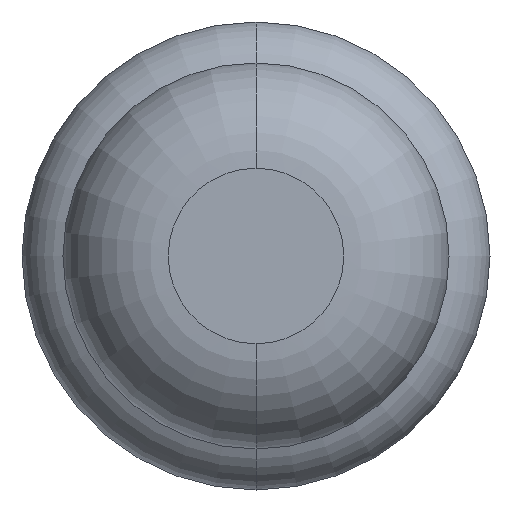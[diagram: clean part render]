
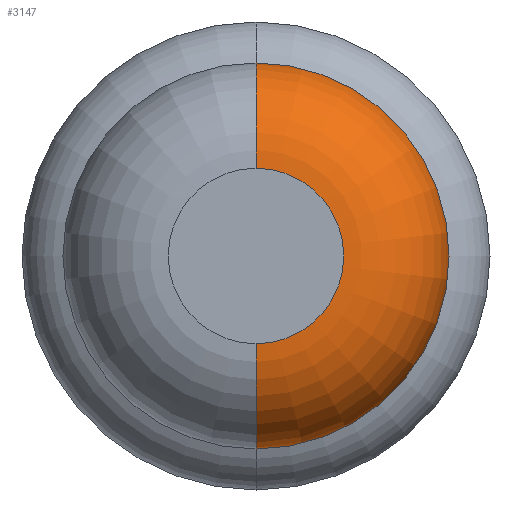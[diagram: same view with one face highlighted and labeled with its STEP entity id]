
A CAD part, front view. The second image highlights one B-rep face of the part: STEP entity #3147.
In plain terms, the highlighted toroidal (fillet/blend) face has major radius 0.375 mm and minor radius 0.45 mm.
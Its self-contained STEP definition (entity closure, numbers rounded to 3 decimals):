
#4 = CARTESIAN_POINT ( 'NONE',  ( 0., -25.55, 0.825 ) ) ;
#9 = FACE_OUTER_BOUND ( 'NONE', #321, .T. ) ;
#98 = CARTESIAN_POINT ( 'NONE',  ( 0., -26., 0. ) ) ;
#274 = AXIS2_PLACEMENT_3D ( 'NONE', #98, #1839, #1382 ) ;
#316 = CARTESIAN_POINT ( 'NONE',  ( 0., -25.55, 0. ) ) ;
#321 = EDGE_LOOP ( 'NONE', ( #3154, #2860, #1038, #412 ) ) ;
#412 = ORIENTED_EDGE ( 'NONE', *, *, #1199, .F. ) ;
#432 = CIRCLE ( 'NONE', #274, 0.375 ) ;
#749 = CARTESIAN_POINT ( 'NONE',  ( 0., -25.55, -0.375 ) ) ;
#766 = DIRECTION ( 'NONE',  ( 0., 1., 0. ) ) ;
#1038 = ORIENTED_EDGE ( 'NONE', *, *, #2047, .F. ) ;
#1112 = AXIS2_PLACEMENT_3D ( 'NONE', #749, #3004, #1750 ) ;
#1119 = CIRCLE ( 'NONE', #1112, 0.45 ) ;
#1199 = EDGE_CURVE ( 'NONE', #2042, #1843, #1386, .T. ) ;
#1382 = DIRECTION ( 'NONE',  ( 0., 0., 1. ) ) ;
#1386 = CIRCLE ( 'NONE', #1832, 0.45 ) ;
#1428 = AXIS2_PLACEMENT_3D ( 'NONE', #316, #2562, #3124 ) ;
#1449 = CARTESIAN_POINT ( 'NONE',  ( 0., -26., -0.375 ) ) ;
#1472 = CARTESIAN_POINT ( 'NONE',  ( 0., -25.55, 0.375 ) ) ;
#1518 = AXIS2_PLACEMENT_3D ( 'NONE', #2838, #766, #3091 ) ;
#1750 = DIRECTION ( 'NONE',  ( 0., 0., -1. ) ) ;
#1832 = AXIS2_PLACEMENT_3D ( 'NONE', #1472, #2184, #2694 ) ;
#1839 = DIRECTION ( 'NONE',  ( 0., 1., 0. ) ) ;
#1843 = VERTEX_POINT ( 'NONE', #4 ) ;
#2042 = VERTEX_POINT ( 'NONE', #2065 ) ;
#2047 = EDGE_CURVE ( 'Defeature ausgef�hrt3_8+Defeature ausgef�hrt3_7+Defeature ausgef�hrt3_7+Defeature ausgef�hrt3_7', #1843, #2667, #2221, .T. ) ;
#2065 = CARTESIAN_POINT ( 'NONE',  ( 0., -26., 0.375 ) ) ;
#2184 = DIRECTION ( 'NONE',  ( -1., 0., 0. ) ) ;
#2221 = CIRCLE ( 'NONE', #1518, 0.825 ) ;
#2297 = TOROIDAL_SURFACE ( 'NONE', #1428, 0.375, 0.45 ) ;
#2342 = VERTEX_POINT ( 'NONE', #1449 ) ;
#2530 = EDGE_CURVE ( 'NONE', #2342, #2667, #1119, .T. ) ;
#2562 = DIRECTION ( 'NONE',  ( 0., 1., 0. ) ) ;
#2667 = VERTEX_POINT ( 'NONE', #3086 ) ;
#2694 = DIRECTION ( 'NONE',  ( 0., 0., 1. ) ) ;
#2838 = CARTESIAN_POINT ( 'NONE',  ( 0., -25.55, 0. ) ) ;
#2860 = ORIENTED_EDGE ( 'NONE', *, *, #2530, .T. ) ;
#3004 = DIRECTION ( 'NONE',  ( 1., 0., 0. ) ) ;
#3086 = CARTESIAN_POINT ( 'NONE',  ( 0., -25.55, -0.825 ) ) ;
#3091 = DIRECTION ( 'NONE',  ( 0., 0., 1. ) ) ;
#3124 = DIRECTION ( 'NONE',  ( 0., 0., 1. ) ) ;
#3147 = ADVANCED_FACE ( 'Defeature ausgef�hrt3_7', ( #9 ), #2297, .T. ) ;
#3154 = ORIENTED_EDGE ( 'NONE', *, *, #3163, .T. ) ;
#3163 = EDGE_CURVE ( 'Defeature ausgef�hrt3_7+Defeature ausgef�hrt3_6+Defeature ausgef�hrt3_6+Defeature ausgef�hrt3_6', #2042, #2342, #432, .T. ) ;
